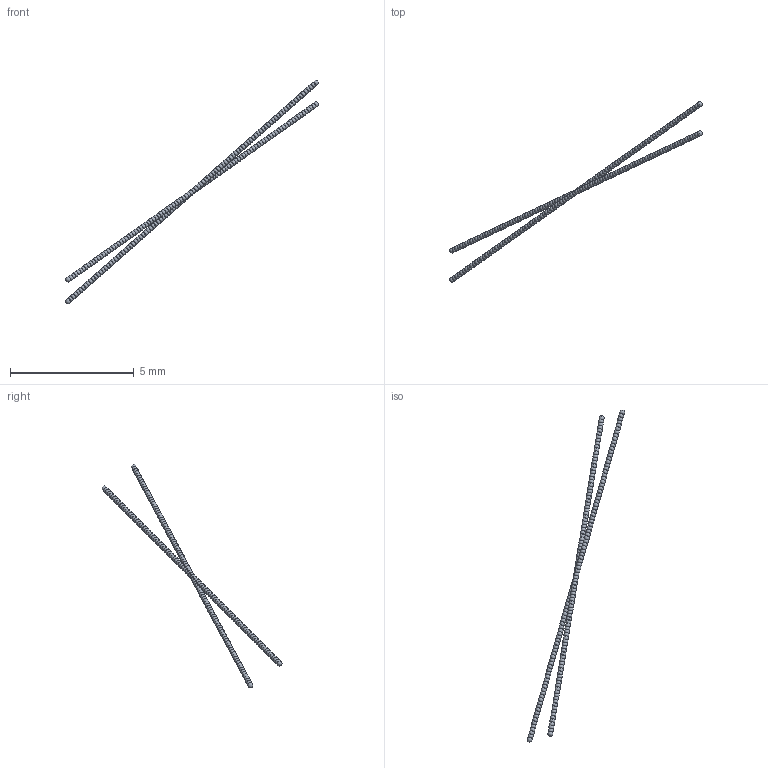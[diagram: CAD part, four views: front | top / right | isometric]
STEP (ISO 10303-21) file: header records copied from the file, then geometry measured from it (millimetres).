
FILE_DESCRIPTION(('Open CASCADE Model'),'2;1');
FILE_NAME('Open CASCADE Shape Model','2024-05-22T22:35:27',('Author'),( 'Open CASCADE'),'Open CASCADE STEP processor 7.7','Open CASCADE 7.7' ,'Unknown');
FILE_SCHEMA(('AUTOMOTIVE_DESIGN { 1 0 10303 214 1 1 1 1 }'));
Products named in the file (1): Open CASCADE STEP translator 7.7 8
Bounding box: 10.2 x 7.27 x 9.02 mm (x, y, z)
Volume: 0.8 mm3; surface area: 23.8 mm2
Topology: 1 solids, 1 shells, 208 faces, 1208 edges, 802 vertices
Faces by surface type: sphere 208
Entity records: 51070 total; most frequent: CARTESIAN_POINT 35329, DIRECTION 2842, ORIENTED_EDGE 1648, PCURVE 1648, DEFINITIONAL_REPRESENTATION 1648, AXIS2_PLACEMENT_3D 1033, B_SPLINE_CURVE_WITH_KNOTS 872, EDGE_CURVE 824
